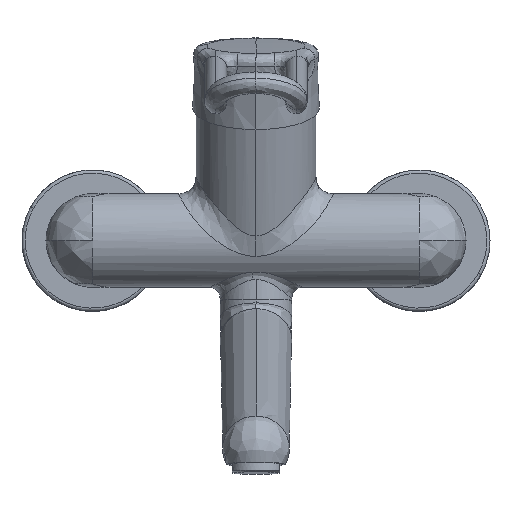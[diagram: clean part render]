
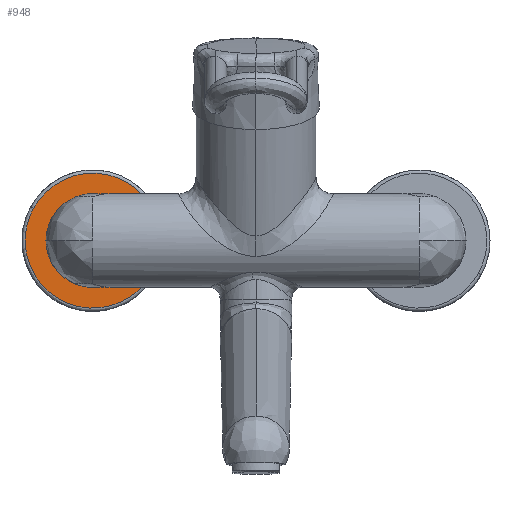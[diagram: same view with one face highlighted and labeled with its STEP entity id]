
A CAD part, top view. The second image highlights one B-rep face of the part: STEP entity #948.
In plain terms, the highlighted planar face has unit normal (0, 0, 1).
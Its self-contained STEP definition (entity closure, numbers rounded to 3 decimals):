
#525 = VERTEX_POINT ( 'NONE', #4796 ) ;
#777 =( BOUNDED_CURVE ( )  B_SPLINE_CURVE ( 3, ( #3404, #14565, #17342, #13252 ),
 .UNSPECIFIED., .F., .T. ) 
 B_SPLINE_CURVE_WITH_KNOTS ( ( 4, 4 ),
 ( 0., 1. ),
 .UNSPECIFIED. ) 
 CURVE ( )  GEOMETRIC_REPRESENTATION_ITEM ( )  RATIONAL_B_SPLINE_CURVE ( ( 1., 0.333, 0.333, 1. ) ) 
 REPRESENTATION_ITEM ( '' )  );
#948 = ADVANCED_FACE ( 'NONE', ( #12380, #16045 ), #8087, .F. ) ;
#1442 = EDGE_CURVE ( 'NONE', #13044, #16573, #777, .T. ) ;
#1746 = CIRCLE ( 'NONE', #8821, 21.5 ) ;
#2342 = EDGE_CURVE ( 'NONE', #16573, #13044, #13502, .T. ) ;
#2439 = CARTESIAN_POINT ( 'NONE',  ( -102.205, 14.862, 34. ) ) ;
#2701 = CARTESIAN_POINT ( 'NONE',  ( -102.205, 14.862, 34. ) ) ;
#2775 = ORIENTED_EDGE ( 'NONE', *, *, #16353, .T. ) ;
#2961 = EDGE_CURVE ( 'NONE', #9661, #525, #10385, .T. ) ;
#3330 = CARTESIAN_POINT ( 'NONE',  ( -75., 0., 34. ) ) ;
#3404 = CARTESIAN_POINT ( 'NONE',  ( -47.795, -14.862, 34. ) ) ;
#3877 = CARTESIAN_POINT ( 'NONE',  ( -18.071, 39.548, 34. ) ) ;
#4151 = DIRECTION ( 'NONE',  ( 0., 0., -1. ) ) ;
#4766 = DIRECTION ( 'NONE',  ( 0., 1., 0. ) ) ;
#4796 = CARTESIAN_POINT ( 'NONE',  ( -75., 21.5, 34. ) ) ;
#5687 = EDGE_LOOP ( 'NONE', ( #7378, #12280 ) ) ;
#6204 = CARTESIAN_POINT ( 'NONE',  ( -47.795, -14.862, 34. ) ) ;
#6549 = AXIS2_PLACEMENT_3D ( 'NONE', #12588, #4151, #13964 ) ;
#7133 = CARTESIAN_POINT ( 'NONE',  ( -75., -21.5, 34. ) ) ;
#7378 = ORIENTED_EDGE ( 'NONE', *, *, #2342, .F. ) ;
#8071 = CARTESIAN_POINT ( 'NONE',  ( -75., 0., 34. ) ) ;
#8087 = PLANE ( 'NONE',  #6549 ) ;
#8821 = AXIS2_PLACEMENT_3D ( 'NONE', #8071, #17749, #9476 ) ;
#9476 = DIRECTION ( 'NONE',  ( 0., 1., 0. ) ) ;
#9661 = VERTEX_POINT ( 'NONE', #7133 ) ;
#10385 = CIRCLE ( 'NONE', #18112, 21.5 ) ;
#10909 = CARTESIAN_POINT ( 'NONE',  ( -72.481, 69.272, 34. ) ) ;
#12280 = ORIENTED_EDGE ( 'NONE', *, *, #1442, .F. ) ;
#12380 = FACE_BOUND ( 'NONE', #17669, .T. ) ;
#12588 = CARTESIAN_POINT ( 'NONE',  ( -44., 0., 34. ) ) ;
#13044 = VERTEX_POINT ( 'NONE', #6204 ) ;
#13177 = DIRECTION ( 'NONE',  ( 0., 0., -1. ) ) ;
#13252 = CARTESIAN_POINT ( 'NONE',  ( -102.205, 14.862, 34. ) ) ;
#13502 =( BOUNDED_CURVE ( )  B_SPLINE_CURVE ( 3, ( #2439, #10909, #3877, #13702 ),
 .UNSPECIFIED., .F., .T. ) 
 B_SPLINE_CURVE_WITH_KNOTS ( ( 4, 4 ),
 ( 0., 1. ),
 .UNSPECIFIED. ) 
 CURVE ( )  GEOMETRIC_REPRESENTATION_ITEM ( )  RATIONAL_B_SPLINE_CURVE ( ( 1., 0.333, 0.333, 1. ) ) 
 REPRESENTATION_ITEM ( '' )  );
#13702 = CARTESIAN_POINT ( 'NONE',  ( -47.795, -14.862, 34. ) ) ;
#13964 = DIRECTION ( 'NONE',  ( 1., 0., 0. ) ) ;
#14565 = CARTESIAN_POINT ( 'NONE',  ( -77.519, -69.272, 34. ) ) ;
#15412 = ORIENTED_EDGE ( 'NONE', *, *, #2961, .T. ) ;
#16045 = FACE_OUTER_BOUND ( 'NONE', #5687, .T. ) ;
#16353 = EDGE_CURVE ( 'NONE', #525, #9661, #1746, .T. ) ;
#16573 = VERTEX_POINT ( 'NONE', #2701 ) ;
#17342 = CARTESIAN_POINT ( 'NONE',  ( -131.929, -39.548, 34. ) ) ;
#17669 = EDGE_LOOP ( 'NONE', ( #2775, #15412 ) ) ;
#17749 = DIRECTION ( 'NONE',  ( 0., 0., -1. ) ) ;
#18112 = AXIS2_PLACEMENT_3D ( 'NONE', #3330, #13177, #4766 ) ;
